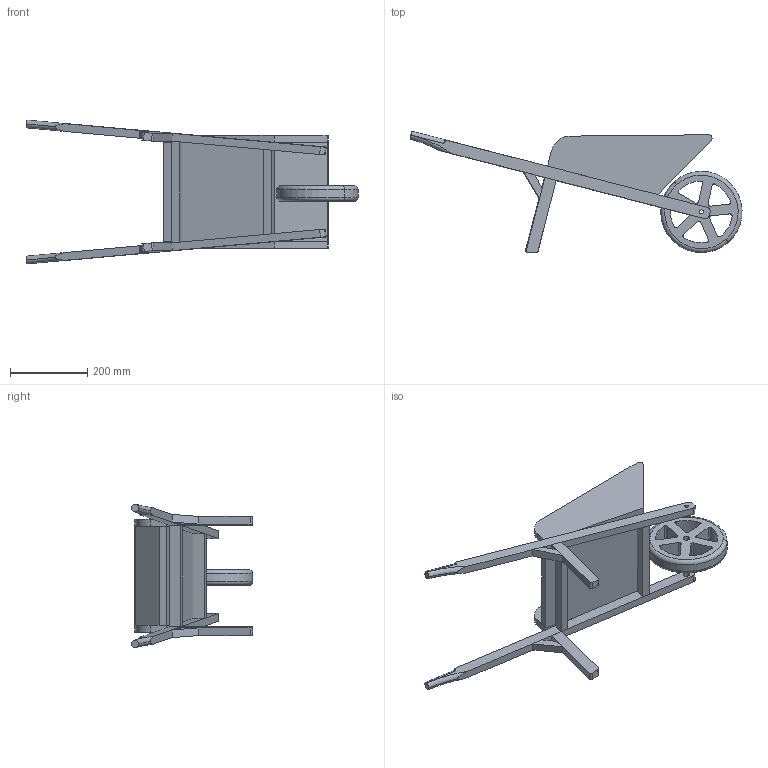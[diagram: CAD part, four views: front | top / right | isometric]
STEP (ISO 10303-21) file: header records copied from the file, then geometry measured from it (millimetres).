
FILE_DESCRIPTION (( 'STEP AP203' ), '1' );
FILE_NAME ('wbw_assy.STEP', '2019-09-22T12:13:48', ( 'syoctax' ), ( '' ), 'SwSTEP 2.0', 'SolidWorks 2018', '' );
FILE_SCHEMA (( 'CONFIG_CONTROL_DESIGN' ));
Length unit declared in the file: millimetre
Products named in the file (11): wbw_pt1_right; wbw_pt8; wbw_pt2_front; wbw_assy; wbw_pt2_back; wbw_pt3; wbw_pt4; wbw_pt5; wbw_pt6; wbw_pt1_left; wbw_pt7
Assembly tree (13 placements, depth 2):
  wbw_assy
    wbw_pt1_left
    wbw_pt1_right
    wbw_pt2_front
    wbw_pt2_back
    wbw_pt3  x2
    wbw_pt4
    wbw_pt5  x2
    wbw_pt6
    wbw_pt7
    wbw_pt8  x2
Bounding box: 857.88 x 313.13 x 371.39 mm (x, y, z)
Volume: 6199275.6 mm3; surface area: 862837.3 mm2
Topology: 13 solids, 13 shells, 164 faces, 404 edges, 262 vertices
Faces by surface type: plane 88, cylinder 60, torus 12, bspline 4
Entity records: 5826 total; most frequent: CARTESIAN_POINT 1118, DIRECTION 765, ORIENTED_EDGE 698, EDGE_CURVE 349, AXIS2_PLACEMENT_3D 283, VERTEX_POINT 228, LINE 199, VECTOR 199
